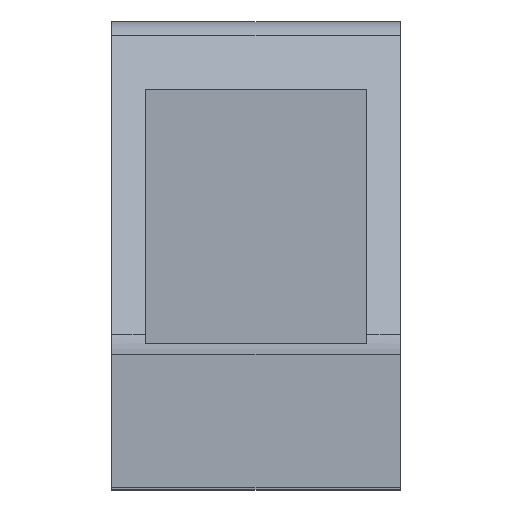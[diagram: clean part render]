
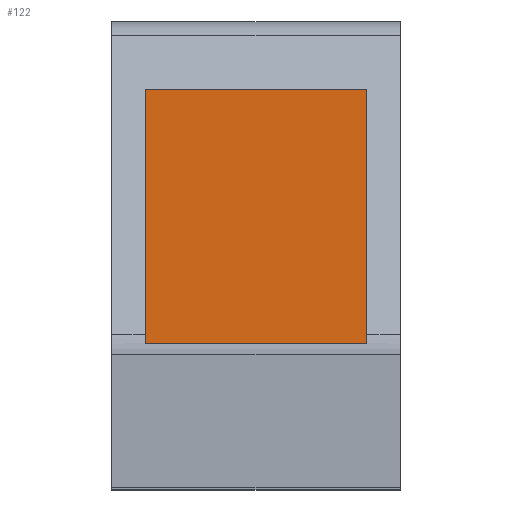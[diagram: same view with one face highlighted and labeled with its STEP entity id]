
A CAD part, top view. The second image highlights one B-rep face of the part: STEP entity #122.
In plain terms, the highlighted planar face has unit normal (0, 0, 1).
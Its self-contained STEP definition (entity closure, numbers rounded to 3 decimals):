
#122 = ADVANCED_FACE( '', ( #251 ), #252, .T. );
#251 = FACE_OUTER_BOUND( '', #376, .T. );
#252 = PLANE( '', #377 );
#376 = EDGE_LOOP( '', ( #644, #645, #646, #647 ) );
#377 = AXIS2_PLACEMENT_3D( '', #648, #649, #650 );
#644 = ORIENTED_EDGE( '', *, *, #722, .T. );
#645 = ORIENTED_EDGE( '', *, *, #804, .T. );
#646 = ORIENTED_EDGE( '', *, *, #768, .F. );
#647 = ORIENTED_EDGE( '', *, *, #830, .F. );
#648 = CARTESIAN_POINT( '', ( 10., 55., 52. ) );
#649 = DIRECTION( '', ( 0., 0., 1. ) );
#650 = DIRECTION( '', ( 1., 0., 0. ) );
#722 = EDGE_CURVE( '', #852, #849, #853, .T. );
#768 = EDGE_CURVE( '', #932, #934, #935, .T. );
#804 = EDGE_CURVE( '', #849, #934, #987, .T. );
#830 = EDGE_CURVE( '', #852, #932, #1022, .T. );
#849 = VERTEX_POINT( '', #1041 );
#852 = VERTEX_POINT( '', #1045 );
#853 = LINE( '', #1046, #1047 );
#932 = VERTEX_POINT( '', #1234 );
#934 = VERTEX_POINT( '', #1237 );
#935 = LINE( '', #1238, #1239 );
#987 = LINE( '', #1306, #1307 );
#1022 = LINE( '', #1353, #1354 );
#1041 = CARTESIAN_POINT( '', ( -10., 35.93, 52. ) );
#1045 = CARTESIAN_POINT( '', ( 10., 35.93, 52. ) );
#1046 = CARTESIAN_POINT( '', ( 13., 35.93, 52. ) );
#1047 = VECTOR( '', #1381, 1000. );
#1234 = CARTESIAN_POINT( '', ( 10., 13., 52. ) );
#1237 = CARTESIAN_POINT( '', ( -10., 13., 52. ) );
#1238 = CARTESIAN_POINT( '', ( 10., 13., 52. ) );
#1239 = VECTOR( '', #1438, 1000. );
#1306 = CARTESIAN_POINT( '', ( -10., 55., 52. ) );
#1307 = VECTOR( '', #1490, 1000. );
#1353 = CARTESIAN_POINT( '', ( 10., 55., 52. ) );
#1354 = VECTOR( '', #1517, 1000. );
#1381 = DIRECTION( '', ( -1., 0., 0. ) );
#1438 = DIRECTION( '', ( -1., 0., 0. ) );
#1490 = DIRECTION( '', ( 0., -1., 0. ) );
#1517 = DIRECTION( '', ( 0., -1., 0. ) );
